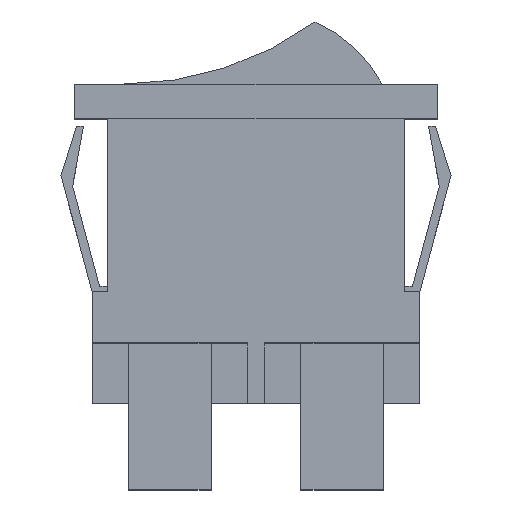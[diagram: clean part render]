
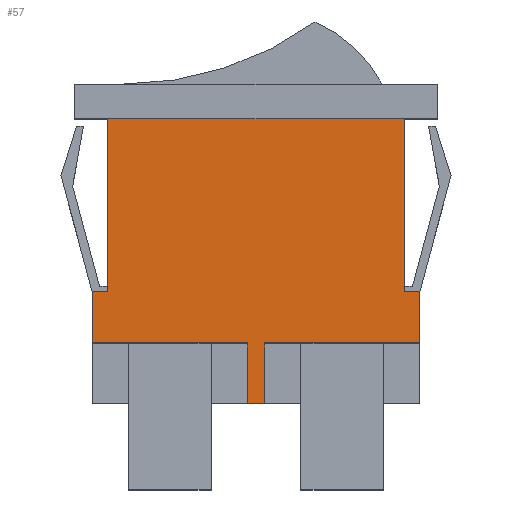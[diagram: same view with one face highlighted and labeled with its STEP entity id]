
A CAD part, top view. The second image highlights one B-rep face of the part: STEP entity #57.
In plain terms, the highlighted planar face has unit normal (0, 0, 1).
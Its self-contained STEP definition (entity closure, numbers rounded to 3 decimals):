
#57=ADVANCED_FACE('NONE',(#138),#139,.F.);
#138=FACE_OUTER_BOUND('',#282,.T.);
#139=PLANE('',#283);
#282=EDGE_LOOP('',(#499,#500,#501,#502,#503,#504,#505,#506,#507,#508,#509,#510));
#283=AXIS2_PLACEMENT_3D('',#511,#512,#513);
#499=ORIENTED_EDGE('',*,*,#1007,.T.);
#500=ORIENTED_EDGE('',*,*,#993,.T.);
#501=ORIENTED_EDGE('',*,*,#992,.T.);
#502=ORIENTED_EDGE('',*,*,#1005,.T.);
#503=ORIENTED_EDGE('',*,*,#1008,.T.);
#504=ORIENTED_EDGE('',*,*,#1009,.F.);
#505=ORIENTED_EDGE('',*,*,#1010,.F.);
#506=ORIENTED_EDGE('',*,*,#1011,.T.);
#507=ORIENTED_EDGE('',*,*,#1012,.T.);
#508=ORIENTED_EDGE('',*,*,#1013,.T.);
#509=ORIENTED_EDGE('',*,*,#1014,.T.);
#510=ORIENTED_EDGE('',*,*,#1015,.T.);
#511=CARTESIAN_POINT('',(8.6,0.,6.25));
#512=DIRECTION('',(0.0,0.0,-1.0));
#513=DIRECTION('',(0.0,-1.0,0.0));
#992=EDGE_CURVE('NONE',#1184,#1186,#1188,.T.);
#993=EDGE_CURVE('NONE',#1189,#1184,#1190,.T.);
#1005=EDGE_CURVE('NONE',#1186,#1210,#1212,.T.);
#1007=EDGE_CURVE('NONE',#1214,#1189,#1215,.T.);
#1008=EDGE_CURVE('NONE',#1210,#1216,#1217,.T.);
#1009=EDGE_CURVE('NONE',#1218,#1216,#1219,.T.);
#1010=EDGE_CURVE('NONE',#1220,#1218,#1221,.T.);
#1011=EDGE_CURVE('NONE',#1220,#1222,#1223,.T.);
#1012=EDGE_CURVE('NONE',#1222,#1224,#1225,.T.);
#1013=EDGE_CURVE('NONE',#1224,#1226,#1227,.T.);
#1014=EDGE_CURVE('NONE',#1226,#1228,#1229,.T.);
#1015=EDGE_CURVE('NONE',#1228,#1214,#1230,.T.);
#1184=VERTEX_POINT('NONE',#1502);
#1186=VERTEX_POINT('NONE',#1505);
#1188=LINE('',#1508,#1509);
#1189=VERTEX_POINT('NONE',#1510);
#1190=LINE('',#1511,#1512);
#1210=VERTEX_POINT('NONE',#1542);
#1212=LINE('',#1545,#1546);
#1214=VERTEX_POINT('NONE',#1549);
#1215=LINE('',#1550,#1551);
#1216=VERTEX_POINT('NONE',#1552);
#1217=LINE('',#1553,#1554);
#1218=VERTEX_POINT('NONE',#1555);
#1219=LINE('',#1556,#1557);
#1220=VERTEX_POINT('NONE',#1558);
#1221=LINE('',#1559,#1560);
#1222=VERTEX_POINT('NONE',#1561);
#1223=LINE('',#1562,#1563);
#1224=VERTEX_POINT('NONE',#1564);
#1225=LINE('',#1565,#1566);
#1226=VERTEX_POINT('NONE',#1567);
#1227=LINE('',#1568,#1569);
#1228=VERTEX_POINT('NONE',#1570);
#1229=LINE('',#1571,#1572);
#1230=LINE('',#1573,#1574);
#1502=CARTESIAN_POINT('',(-8.6,-10.0,6.25));
#1505=CARTESIAN_POINT('',(-9.5,-10.0,6.25));
#1508=CARTESIAN_POINT('',(-9.5,-10.0,6.25));
#1509=VECTOR('',#1940,1000.0);
#1510=CARTESIAN_POINT('',(-8.6,0.,6.25));
#1511=CARTESIAN_POINT('',(-8.6,0.,6.25));
#1512=VECTOR('',#1941,1000.0);
#1542=CARTESIAN_POINT('',(-9.5,-13.0,6.25));
#1545=CARTESIAN_POINT('',(-9.5,-10.0,6.25));
#1546=VECTOR('',#1953,1000.0);
#1549=CARTESIAN_POINT('',(8.6,0.,6.25));
#1550=CARTESIAN_POINT('',(-8.6,0.,6.25));
#1551=VECTOR('',#1955,1000.0);
#1552=CARTESIAN_POINT('',(-0.5,-13.0,6.25));
#1553=CARTESIAN_POINT('',(-9.5,-13.0,6.25));
#1554=VECTOR('',#1956,1000.0);
#1555=CARTESIAN_POINT('',(-0.5,-16.5,6.25));
#1556=CARTESIAN_POINT('',(-0.5,-16.5,6.25));
#1557=VECTOR('',#1957,1000.0);
#1558=CARTESIAN_POINT('',(0.5,-16.5,6.25));
#1559=CARTESIAN_POINT('',(0.5,-16.5,6.25));
#1560=VECTOR('',#1958,1000.0);
#1561=CARTESIAN_POINT('',(0.5,-13.0,6.25));
#1562=CARTESIAN_POINT('',(0.5,-16.5,6.25));
#1563=VECTOR('',#1959,1000.0);
#1564=CARTESIAN_POINT('',(9.5,-13.0,6.25));
#1565=CARTESIAN_POINT('',(-9.5,-13.0,6.25));
#1566=VECTOR('',#1960,1000.0);
#1567=CARTESIAN_POINT('',(9.5,-10.0,6.25));
#1568=CARTESIAN_POINT('',(9.5,-10.0,6.25));
#1569=VECTOR('',#1961,1000.0);
#1570=CARTESIAN_POINT('',(8.6,-10.0,6.25));
#1571=CARTESIAN_POINT('',(9.5,-10.0,6.25));
#1572=VECTOR('',#1962,1000.0);
#1573=CARTESIAN_POINT('',(8.6,0.,6.25));
#1574=VECTOR('',#1963,1000.0);
#1940=DIRECTION('',(-1.0,0.,0.0));
#1941=DIRECTION('',(0.0,-1.0,0.0));
#1953=DIRECTION('',(0.,-1.0,0.0));
#1955=DIRECTION('',(-1.0,0.0,0.0));
#1956=DIRECTION('',(1.0,0.,0.0));
#1957=DIRECTION('',(0.0,1.0,0.0));
#1958=DIRECTION('',(-1.0,0.0,0.0));
#1959=DIRECTION('',(0.0,1.0,0.0));
#1960=DIRECTION('',(1.0,0.,0.0));
#1961=DIRECTION('',(0.,1.0,0.0));
#1962=DIRECTION('',(-1.0,0.,0.0));
#1963=DIRECTION('',(0.0,1.0,0.0));
